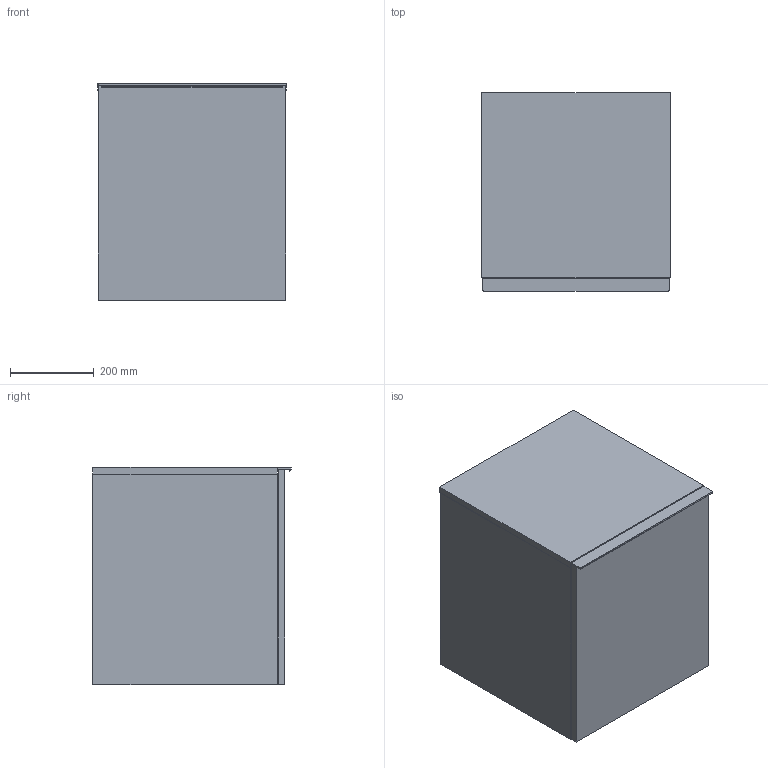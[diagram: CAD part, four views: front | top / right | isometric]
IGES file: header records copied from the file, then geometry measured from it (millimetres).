
Global section: file name: 503.010.JK.1; native system: Autodesk Inventor 2023; preprocessor: unknown; author: JANAN; date: 20230809.132249; units: millimetre
Bounding box: 452 x 474.8 x 520 mm (x, y, z)
Volume: 28945531.2 mm3; surface area: 3907349.3 mm2
Topology: 8 solids, 8 shells, 83 faces, 190 edges, 126 vertices
Faces by surface type: bspline 83
